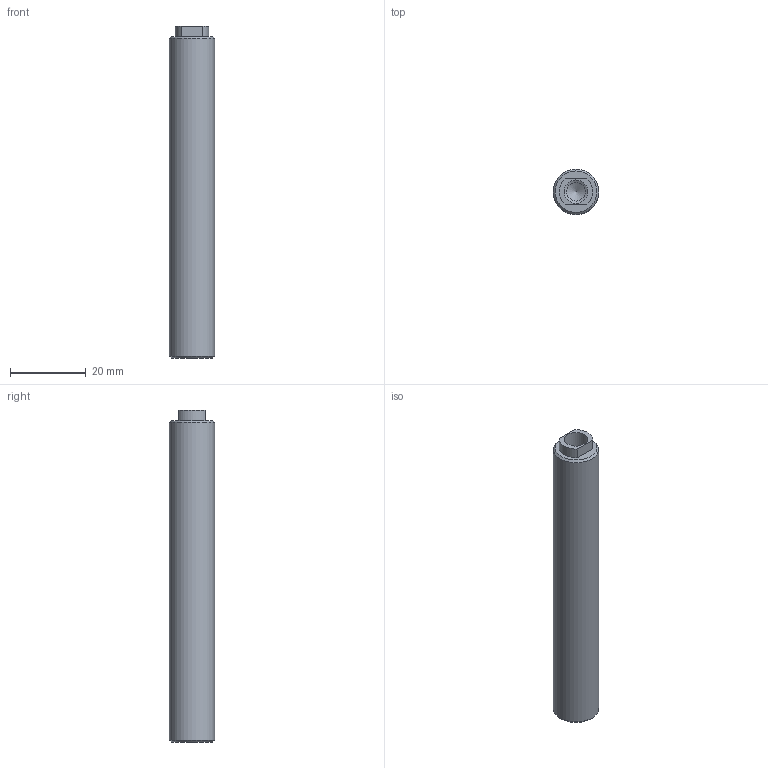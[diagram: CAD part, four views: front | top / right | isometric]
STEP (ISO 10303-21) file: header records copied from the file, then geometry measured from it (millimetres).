
FILE_DESCRIPTION(/* description */ ('Wippenlager'),/* implementation_level */ '2;1');
FILE_NAME(/* name */ 'JR 810665.ipt_.step',/* time_stamp */ '2024-08-29T17:29:20+02:00',/* author */ ('DIHO'),/* organization */ (''),/* preprocessor_version */ 'ST-DEVELOPER v18.1',/* originating_system */ 'Autodesk Inventor 2022',/* authorisation */ '');
FILE_SCHEMA (('AUTOMOTIVE_DESIGN { 1 0 10303 214 3 1 1 }'));
Length unit declared in the file: millimetre
Products named in the file (1): JR 810665
Bounding box: 12 x 12 x 87.8 mm (x, y, z)
Volume: 8879.1 mm3; surface area: 4095.9 mm2
Topology: 1 solids, 1 shells, 14 faces, 30 edges, 19 vertices
Faces by surface type: cylinder 5, plane 5, cone 4
Full cylindrical faces by diameter (mm): 4.917 x1, 6.2 x1, 12 x1
Entity records: 422 total; most frequent: DIRECTION 73, CARTESIAN_POINT 63, ORIENTED_EDGE 58, EDGE_CURVE 29, AXIS2_PLACEMENT_3D 29, VERTEX_POINT 19, EDGE_LOOP 16, LINE 15
